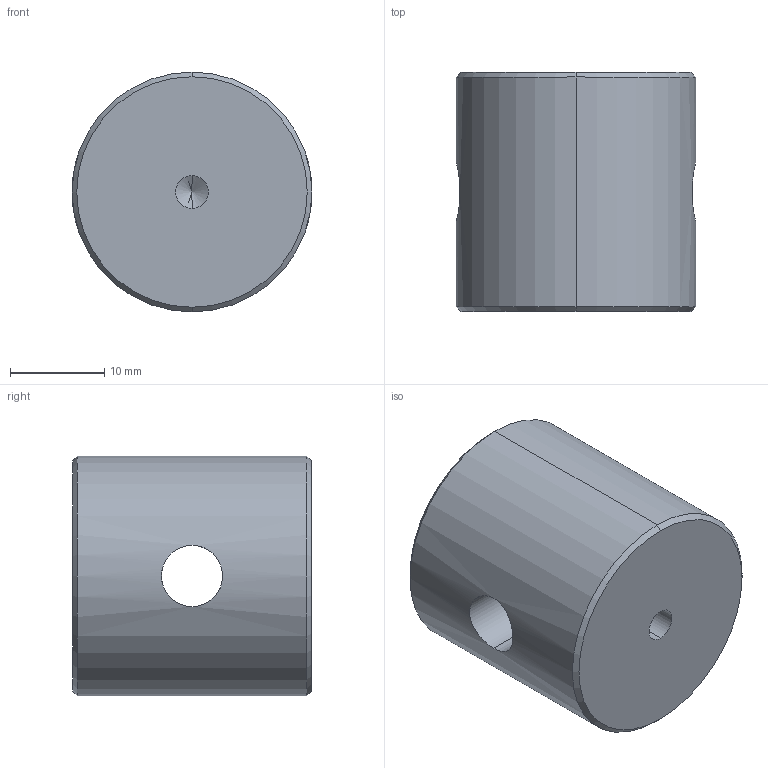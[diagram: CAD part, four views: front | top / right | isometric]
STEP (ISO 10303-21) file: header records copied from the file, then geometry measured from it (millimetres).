
FILE_DESCRIPTION (( 'STEP AP203' ), '1' );
FILE_NAME ('02FEP-1.STEP', '2016-03-01T03:33:51', ( '' ), ( '' ), 'SwSTEP 2.0', 'SolidWorks 2016', '' );
FILE_SCHEMA (( 'CONFIG_CONTROL_DESIGN' ));
Length unit declared in the file: millimetre
Products named in the file (1): 02FEP-1
Bounding box: 25.5 x 25.4 x 25.5 mm (x, y, z)
Volume: 11956.7 mm3; surface area: 3630.4 mm2
Topology: 1 solids, 1 shells, 18 faces, 40 edges, 22 vertices
Faces by surface type: cylinder 8, cone 8, plane 2
Entity records: 665 total; most frequent: CARTESIAN_POINT 201, DIRECTION 86, ORIENTED_EDGE 72, EDGE_CURVE 36, AXIS2_PLACEMENT_3D 35, VERTEX_POINT 22, EDGE_LOOP 22, FACE_OUTER_BOUND 18
